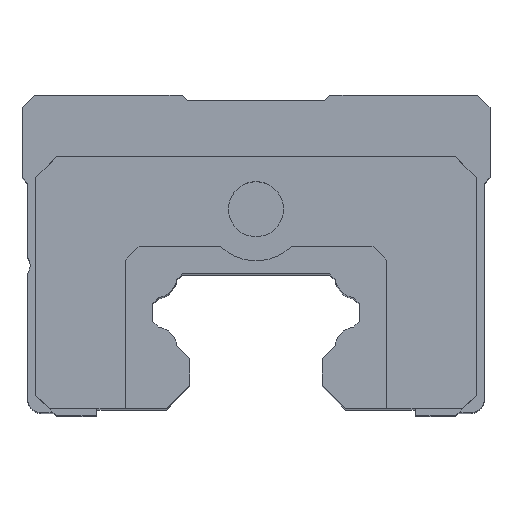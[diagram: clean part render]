
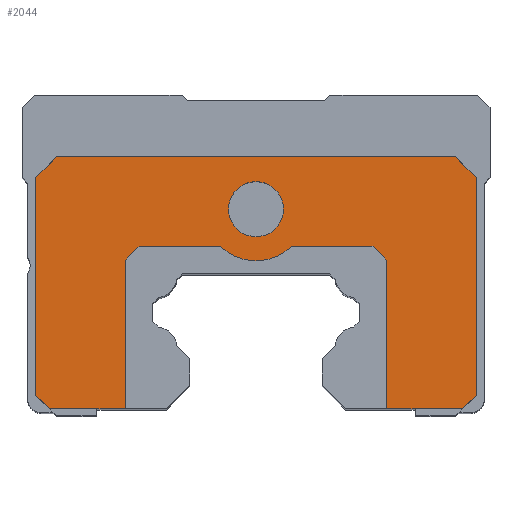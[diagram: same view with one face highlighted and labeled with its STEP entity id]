
A CAD part, top view. The second image highlights one B-rep face of the part: STEP entity #2044.
In plain terms, the highlighted planar face has unit normal (0, 0, 1).
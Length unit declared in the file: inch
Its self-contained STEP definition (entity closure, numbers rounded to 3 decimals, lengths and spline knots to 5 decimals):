
#1 = CARTESIAN_POINT ( 'NONE',  ( 0.57087, 0.9252, 1.03543 ) ) ;
#12 = ORIENTED_EDGE ( 'NONE', *, *, #4683, .T. ) ;
#18 = DIRECTION ( 'NONE',  ( 1., 0., 0. ) ) ;
#39 = DIRECTION ( 'NONE',  ( -1., 0., 0. ) ) ;
#40 = CARTESIAN_POINT ( 'NONE',  ( 0.37402, 0.20472, 1.03543 ) ) ;
#73 = DIRECTION ( 'NONE',  ( 0., 1., 0. ) ) ;
#104 = LINE ( 'NONE', #1038, #1001 ) ;
#154 = EDGE_CURVE ( 'NONE', #3157, #4826, #4340, .T. ) ;
#181 = VERTEX_POINT ( 'NONE', #556 ) ;
#197 = CARTESIAN_POINT ( 'NONE',  ( -0.57087, 0.9252, 1.03543 ) ) ;
#211 = VERTEX_POINT ( 'NONE', #3796 ) ;
#285 = CARTESIAN_POINT ( 'NONE',  ( 0.07874, 0.77559, 1.03543 ) ) ;
#306 = CARTESIAN_POINT ( 'NONE',  ( -0.37402, 0.62992, 1.03543 ) ) ;
#394 = ORIENTED_EDGE ( 'NONE', *, *, #1721, .F. ) ;
#411 = EDGE_CURVE ( 'NONE', #800, #1956, #1348, .T. ) ;
#470 = LINE ( 'NONE', #5038, #3345 ) ;
#514 = EDGE_CURVE ( 'NONE', #4589, #5024, #4880, .T. ) ;
#556 = CARTESIAN_POINT ( 'NONE',  ( 0.37402, 0.20472, 1.03543 ) ) ;
#570 = ORIENTED_EDGE ( 'NONE', *, *, #2275, .T. ) ;
#593 = EDGE_CURVE ( 'NONE', #881, #4826, #1643, .T. ) ;
#636 = LINE ( 'NONE', #197, #2406 ) ;
#663 = VECTOR ( 'NONE', #4435, 39.37008 ) ;
#702 = AXIS2_PLACEMENT_3D ( 'NONE', #4238, #1883, #2246 ) ;
#800 = VERTEX_POINT ( 'NONE', #4158 ) ;
#881 = VERTEX_POINT ( 'NONE', #2709 ) ;
#909 = CARTESIAN_POINT ( 'NONE',  ( 0.33465, 0.66929, 1.03543 ) ) ;
#932 = DIRECTION ( 'NONE',  ( -0.707, -0.707, 0. ) ) ;
#961 = ORIENTED_EDGE ( 'NONE', *, *, #4488, .F. ) ;
#969 = ORIENTED_EDGE ( 'NONE', *, *, #1741, .F. ) ;
#988 = DIRECTION ( 'NONE',  ( 0., -1., 0. ) ) ;
#993 = EDGE_CURVE ( 'NONE', #181, #1124, #3102, .T. ) ;
#1001 = VECTOR ( 'NONE', #4533, 39.37008 ) ;
#1007 = VECTOR ( 'NONE', #2792, 39.37008 ) ;
#1010 = ORIENTED_EDGE ( 'NONE', *, *, #1577, .F. ) ;
#1038 = CARTESIAN_POINT ( 'NONE',  ( 0.57087, 0.9252, 1.03543 ) ) ;
#1124 = VERTEX_POINT ( 'NONE', #2482 ) ;
#1165 = DIRECTION ( 'NONE',  ( 0., 0., -1. ) ) ;
#1171 = ORIENTED_EDGE ( 'NONE', *, *, #3423, .F. ) ;
#1206 = LINE ( 'NONE', #3169, #1007 ) ;
#1207 = CARTESIAN_POINT ( 'NONE',  ( -0.59055, 0.20472, 1.03543 ) ) ;
#1303 = ORIENTED_EDGE ( 'NONE', *, *, #1465, .F. ) ;
#1331 = EDGE_CURVE ( 'NONE', #4756, #4836, #2964, .T. ) ;
#1347 = DIRECTION ( 'NONE',  ( 0., 1., 0. ) ) ;
#1348 = CIRCLE ( 'NONE', #702, 0.07874 ) ;
#1458 = VECTOR ( 'NONE', #4479, 39.37008 ) ;
#1465 = EDGE_CURVE ( 'NONE', #5024, #211, #3348, .T. ) ;
#1500 = DIRECTION ( 'NONE',  ( 0., -1., 0. ) ) ;
#1568 = DIRECTION ( 'NONE',  ( 0., 0., -1. ) ) ;
#1577 = EDGE_CURVE ( 'NONE', #211, #2123, #4329, .T. ) ;
#1643 = LINE ( 'NONE', #4094, #3683 ) ;
#1721 = EDGE_CURVE ( 'NONE', #2123, #3577, #1206, .T. ) ;
#1723 = ORIENTED_EDGE ( 'NONE', *, *, #593, .T. ) ;
#1728 = LINE ( 'NONE', #2891, #3812 ) ;
#1730 = ORIENTED_EDGE ( 'NONE', *, *, #4341, .F. ) ;
#1741 = EDGE_CURVE ( 'NONE', #181, #4589, #1863, .T. ) ;
#1772 = VERTEX_POINT ( 'NONE', #3279 ) ;
#1854 = DIRECTION ( 'NONE',  ( 1., 0., 0. ) ) ;
#1863 = LINE ( 'NONE', #40, #4977 ) ;
#1883 = DIRECTION ( 'NONE',  ( 0., 0., -1. ) ) ;
#1910 = DIRECTION ( 'NONE',  ( 0., 0., 1. ) ) ;
#1953 = CARTESIAN_POINT ( 'NONE',  ( 0., 0.77559, 1.03543 ) ) ;
#1956 = VERTEX_POINT ( 'NONE', #285 ) ;
#1957 = DIRECTION ( 'NONE',  ( 1., 0., 0. ) ) ;
#2044 = ADVANCED_FACE ( 'NONE', ( #4748, #4082 ), #3541, .T. ) ;
#2057 = EDGE_LOOP ( 'NONE', ( #2587, #12 ) ) ;
#2058 = CARTESIAN_POINT ( 'NONE',  ( -0.47244, 0.20472, 1.03543 ) ) ;
#2077 = EDGE_CURVE ( 'NONE', #3577, #4493, #470, .T. ) ;
#2112 = CARTESIAN_POINT ( 'NONE',  ( 0.62992, 0.86614, 1.03543 ) ) ;
#2117 = CARTESIAN_POINT ( 'NONE',  ( -0.57087, 0.9252, 1.03543 ) ) ;
#2123 = VERTEX_POINT ( 'NONE', #3522 ) ;
#2194 = CARTESIAN_POINT ( 'NONE',  ( 0.33465, 0.66929, 1.03543 ) ) ;
#2246 = DIRECTION ( 'NONE',  ( -1., 0., 0. ) ) ;
#2258 = CARTESIAN_POINT ( 'NONE',  ( -0.33465, 0.66929, 1.03543 ) ) ;
#2275 = EDGE_CURVE ( 'NONE', #3157, #3234, #3959, .T. ) ;
#2406 = VECTOR ( 'NONE', #3304, 39.37008 ) ;
#2482 = CARTESIAN_POINT ( 'NONE',  ( 0.59055, 0.20472, 1.03543 ) ) ;
#2587 = ORIENTED_EDGE ( 'NONE', *, *, #411, .T. ) ;
#2588 = DIRECTION ( 'NONE',  ( -1., 0., 0. ) ) ;
#2685 = ORIENTED_EDGE ( 'NONE', *, *, #1331, .F. ) ;
#2709 = CARTESIAN_POINT ( 'NONE',  ( -0.62992, 0.86614, 1.03543 ) ) ;
#2727 = CARTESIAN_POINT ( 'NONE',  ( -0.47244, 0.20472, 1.03543 ) ) ;
#2792 = DIRECTION ( 'NONE',  ( -1., 0., 0. ) ) ;
#2804 = ORIENTED_EDGE ( 'NONE', *, *, #993, .T. ) ;
#2836 = CARTESIAN_POINT ( 'NONE',  ( 0.37402, 0.62992, 1.03543 ) ) ;
#2841 = VECTOR ( 'NONE', #1854, 39.37008 ) ;
#2891 = CARTESIAN_POINT ( 'NONE',  ( 0.62992, 0.18504, 1.03543 ) ) ;
#2893 = VECTOR ( 'NONE', #932, 39.37008 ) ;
#2898 = DIRECTION ( 'NONE',  ( 0.707, -0.707, 0. ) ) ;
#2901 = LINE ( 'NONE', #306, #4917 ) ;
#2964 = LINE ( 'NONE', #2112, #4986 ) ;
#3057 = CARTESIAN_POINT ( 'NONE',  ( 0.37402, 0.62992, 1.03543 ) ) ;
#3102 = LINE ( 'NONE', #2727, #4402 ) ;
#3110 = DIRECTION ( 'NONE',  ( -0.707, -0.707, 0. ) ) ;
#3112 = CARTESIAN_POINT ( 'NONE',  ( 0., 0.77559, 1.03543 ) ) ;
#3157 = VERTEX_POINT ( 'NONE', #1207 ) ;
#3169 = CARTESIAN_POINT ( 'NONE',  ( 0.33465, 0.66929, 1.03543 ) ) ;
#3234 = VERTEX_POINT ( 'NONE', #4352 ) ;
#3279 = CARTESIAN_POINT ( 'NONE',  ( 0.62992, 0.24409, 1.03543 ) ) ;
#3304 = DIRECTION ( 'NONE',  ( 0.707, 0.707, 0. ) ) ;
#3345 = VECTOR ( 'NONE', #3110, 39.37008 ) ;
#3348 = LINE ( 'NONE', #2194, #4980 ) ;
#3423 = EDGE_CURVE ( 'NONE', #1772, #1124, #3948, .T. ) ;
#3438 = AXIS2_PLACEMENT_3D ( 'NONE', #4706, #1910, #18 ) ;
#3447 = CARTESIAN_POINT ( 'NONE',  ( -0.62992, 0.24409, 1.03543 ) ) ;
#3458 = EDGE_CURVE ( 'NONE', #1772, #4836, #1728, .T. ) ;
#3500 = CARTESIAN_POINT ( 'NONE',  ( 0.62992, 0.86614, 1.03543 ) ) ;
#3522 = CARTESIAN_POINT ( 'NONE',  ( -0.10246, 0.66929, 1.03543 ) ) ;
#3541 = PLANE ( 'NONE',  #3438 ) ;
#3577 = VERTEX_POINT ( 'NONE', #2258 ) ;
#3634 = ORIENTED_EDGE ( 'NONE', *, *, #514, .F. ) ;
#3683 = VECTOR ( 'NONE', #988, 39.37008 ) ;
#3731 = ORIENTED_EDGE ( 'NONE', *, *, #2077, .F. ) ;
#3738 = CARTESIAN_POINT ( 'NONE',  ( -0.62992, 0.24409, 1.03543 ) ) ;
#3796 = CARTESIAN_POINT ( 'NONE',  ( 0.10246, 0.66929, 1.03543 ) ) ;
#3812 = VECTOR ( 'NONE', #1347, 39.37008 ) ;
#3831 = ORIENTED_EDGE ( 'NONE', *, *, #3458, .T. ) ;
#3904 = DIRECTION ( 'NONE',  ( -1., 0., 0. ) ) ;
#3948 = LINE ( 'NONE', #4115, #2893 ) ;
#3959 = LINE ( 'NONE', #2058, #2841 ) ;
#4038 = EDGE_CURVE ( 'NONE', #4493, #3234, #2901, .T. ) ;
#4082 = FACE_BOUND ( 'NONE', #2057, .T. ) ;
#4094 = CARTESIAN_POINT ( 'NONE',  ( -0.62992, 1.10236, 1.03543 ) ) ;
#4115 = CARTESIAN_POINT ( 'NONE',  ( 0.57087, 0.18504, 1.03543 ) ) ;
#4158 = CARTESIAN_POINT ( 'NONE',  ( -0.07874, 0.77559, 1.03543 ) ) ;
#4179 = ORIENTED_EDGE ( 'NONE', *, *, #4038, .F. ) ;
#4238 = CARTESIAN_POINT ( 'NONE',  ( 0., 0.77559, 1.03543 ) ) ;
#4255 = AXIS2_PLACEMENT_3D ( 'NONE', #1953, #1568, #3904 ) ;
#4259 = EDGE_LOOP ( 'NONE', ( #394, #1010, #1303, #3634, #969, #2804, #1171, #3831, #2685, #961, #1730, #1723, #4933, #570, #4179, #3731 ) ) ;
#4329 = CIRCLE ( 'NONE', #4255, 0.14764 ) ;
#4340 = LINE ( 'NONE', #3738, #1458 ) ;
#4341 = EDGE_CURVE ( 'NONE', #881, #5035, #636, .T. ) ;
#4352 = CARTESIAN_POINT ( 'NONE',  ( -0.37402, 0.20472, 1.03543 ) ) ;
#4402 = VECTOR ( 'NONE', #1957, 39.37008 ) ;
#4435 = DIRECTION ( 'NONE',  ( -0.707, 0.707, 0. ) ) ;
#4479 = DIRECTION ( 'NONE',  ( -0.707, 0.707, 0. ) ) ;
#4488 = EDGE_CURVE ( 'NONE', #5035, #4756, #104, .T. ) ;
#4493 = VERTEX_POINT ( 'NONE', #4922 ) ;
#4522 = AXIS2_PLACEMENT_3D ( 'NONE', #3112, #1165, #39 ) ;
#4533 = DIRECTION ( 'NONE',  ( 1., 0., 0. ) ) ;
#4589 = VERTEX_POINT ( 'NONE', #3057 ) ;
#4683 = EDGE_CURVE ( 'NONE', #1956, #800, #4967, .T. ) ;
#4706 = CARTESIAN_POINT ( 'NONE',  ( -0.62992, 0.18504, 1.03543 ) ) ;
#4748 = FACE_OUTER_BOUND ( 'NONE', #4259, .T. ) ;
#4756 = VERTEX_POINT ( 'NONE', #1 ) ;
#4826 = VERTEX_POINT ( 'NONE', #3447 ) ;
#4836 = VERTEX_POINT ( 'NONE', #3500 ) ;
#4880 = LINE ( 'NONE', #2836, #663 ) ;
#4917 = VECTOR ( 'NONE', #1500, 39.37008 ) ;
#4922 = CARTESIAN_POINT ( 'NONE',  ( -0.37402, 0.62992, 1.03543 ) ) ;
#4933 = ORIENTED_EDGE ( 'NONE', *, *, #154, .F. ) ;
#4967 = CIRCLE ( 'NONE', #4522, 0.07874 ) ;
#4977 = VECTOR ( 'NONE', #73, 39.37008 ) ;
#4980 = VECTOR ( 'NONE', #2588, 39.37008 ) ;
#4986 = VECTOR ( 'NONE', #2898, 39.37008 ) ;
#5024 = VERTEX_POINT ( 'NONE', #909 ) ;
#5035 = VERTEX_POINT ( 'NONE', #2117 ) ;
#5038 = CARTESIAN_POINT ( 'NONE',  ( -0.33465, 0.66929, 1.03543 ) ) ;
